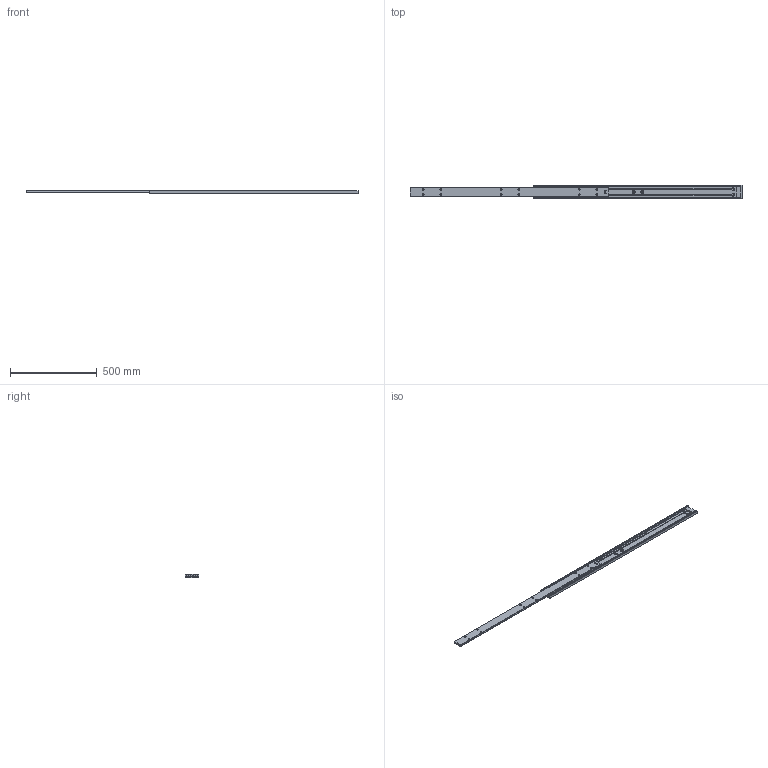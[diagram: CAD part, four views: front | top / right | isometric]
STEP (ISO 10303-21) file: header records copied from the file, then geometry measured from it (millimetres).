
FILE_DESCRIPTION (( 'STEP AP203' ), '1' );
FILE_NAME ('KC-217N-1200.STEP', '2020-09-10T06:18:21', ( '' ), ( '' ), 'SwSTEP 2.0', 'SolidWorks 2018', '' );
FILE_SCHEMA (( 'CONFIG_CONTROL_DESIGN' ));
Length unit declared in the file: millimetre
Products named in the file (3): KC-217N-1200_アウターレール_; KC-217N-1200_インナーレール_; KC-217N-1200
Assembly tree (2 placements, depth 2):
  KC-217N-1200
    KC-217N-1200_アウターレール_
    KC-217N-1200_インナーレール_
Bounding box: 1915 x 78 x 21 mm (x, y, z)
Volume: 1385220.6 mm3; surface area: 410277.6 mm2
Topology: 2 solids, 2 shells, 154 faces, 476 edges, 308 vertices
Faces by surface type: cylinder 100, plane 42, cone 12
Entity records: 6265 total; most frequent: CARTESIAN_POINT 1627, ORIENTED_EDGE 952, DIRECTION 906, EDGE_CURVE 476, AXIS2_PLACEMENT_3D 339, VERTEX_POINT 308, VECTOR 228, LINE 228
